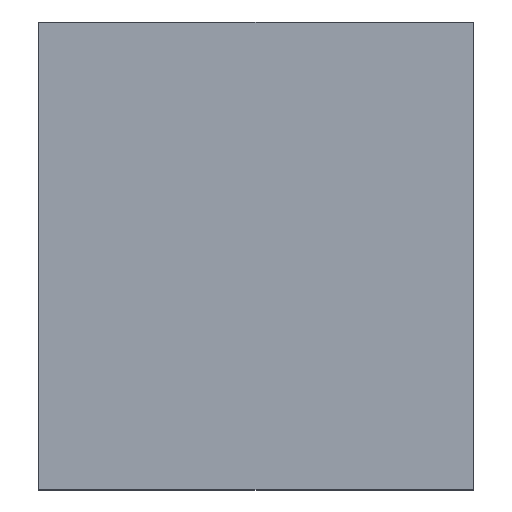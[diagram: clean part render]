
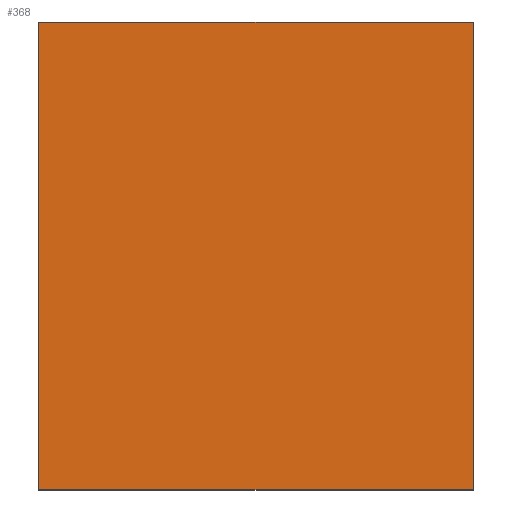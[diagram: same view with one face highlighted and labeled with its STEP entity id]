
A CAD part, front view. The second image highlights one B-rep face of the part: STEP entity #368.
In plain terms, the highlighted planar face has unit normal (0, -1, 0).
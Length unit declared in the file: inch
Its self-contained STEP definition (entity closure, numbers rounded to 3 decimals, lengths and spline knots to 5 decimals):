
#30=FACE_OUTER_BOUND('',#53,.T.);
#53=EDGE_LOOP('',(#295,#296,#297,#298));
#87=LINE('',#565,#135);
#90=LINE('',#570,#138);
#92=LINE('',#574,#140);
#93=LINE('',#576,#141);
#135=VECTOR('',#462,0.3937);
#138=VECTOR('',#467,0.3937);
#140=VECTOR('',#471,0.3937);
#141=VECTOR('',#474,0.3937);
#177=VERTEX_POINT('',#562);
#178=VERTEX_POINT('',#564);
#179=VERTEX_POINT('',#568);
#180=VERTEX_POINT('',#572);
#215=EDGE_CURVE('',#178,#177,#87,.T.);
#218=EDGE_CURVE('',#177,#179,#90,.T.);
#220=EDGE_CURVE('',#179,#180,#92,.T.);
#221=EDGE_CURVE('',#180,#178,#93,.T.);
#295=ORIENTED_EDGE('',*,*,#215,.T.);
#296=ORIENTED_EDGE('',*,*,#218,.T.);
#297=ORIENTED_EDGE('',*,*,#220,.T.);
#298=ORIENTED_EDGE('',*,*,#221,.T.);
#347=PLANE('',#411);
#368=ADVANCED_FACE('',(#30),#347,.T.);
#411=AXIS2_PLACEMENT_3D('',#586,#481,#482);
#462=DIRECTION('',(0.,0.,-1.));
#467=DIRECTION('',(1.,0.,0.));
#471=DIRECTION('',(0.,0.,1.));
#474=DIRECTION('',(-1.,0.,0.));
#481=DIRECTION('center_axis',(0.,-1.,0.));
#482=DIRECTION('ref_axis',(0.,0.,-1.));
#562=CARTESIAN_POINT('',(-2.115,-0.75,-2.27625));
#564=CARTESIAN_POINT('',(-2.115,-0.75,2.27625));
#565=CARTESIAN_POINT('',(-2.115,-0.75,2.27625));
#568=CARTESIAN_POINT('',(2.115,-0.75,-2.27625));
#570=CARTESIAN_POINT('',(-2.115,-0.75,-2.27625));
#572=CARTESIAN_POINT('',(2.115,-0.75,2.27625));
#574=CARTESIAN_POINT('',(2.115,-0.75,-2.27625));
#576=CARTESIAN_POINT('',(2.115,-0.75,2.27625));
#586=CARTESIAN_POINT('Origin',(0.,-0.75,0.));
